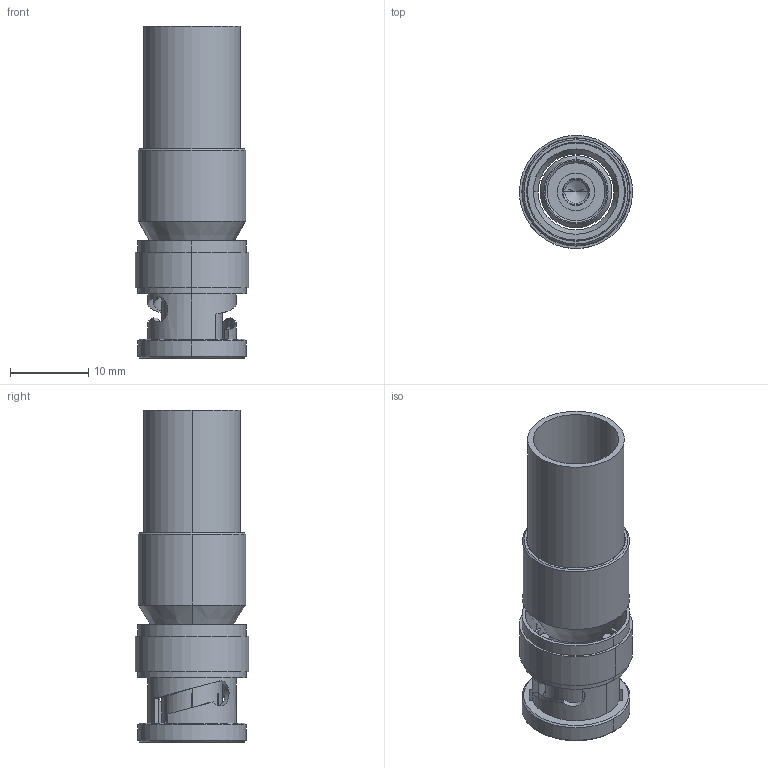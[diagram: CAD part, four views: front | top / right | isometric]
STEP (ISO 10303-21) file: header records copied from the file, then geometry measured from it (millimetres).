
FILE_DESCRIPTION((''),'2;1');
FILE_NAME('31-5998-RFX_SW0001','2013-03-05T',('KARTHIK R'),(''),'PRO/ENGINEER BY PARAMETRIC TECHNOLOGY CORPORATION, 2010100','PRO/ENGINEER BY PARAMETRIC TECHNOLOGY CORPORATION, 2010100','');
FILE_SCHEMA(('CONFIG_CONTROL_DESIGN'));
Length unit declared in the file: millimetre
Products named in the file (1): 31-5998-RFX_SW0001
Bounding box: 14.48 x 14.48 x 42.45 mm (x, y, z)
Surface area: 3418.4 mm2 (no closed solid volume)
Topology: 0 solids, 10 shells, 88 faces, 272 edges, 188 vertices
Faces by surface type: cylinder 32, plane 26, cone 24, torus 6
Entity records: 3432 total; most frequent: CARTESIAN_POINT 994, DIRECTION 530, ORIENTED_EDGE 435, EDGE_CURVE 270, AXIS2_PLACEMENT_3D 214, VERTEX_POINT 188, CIRCLE 126, VECTOR 102
